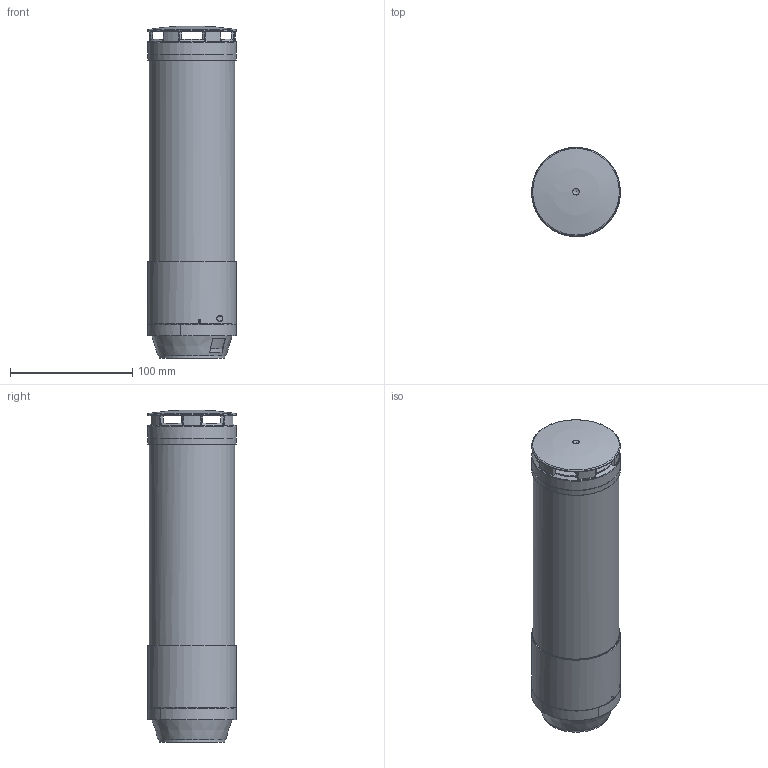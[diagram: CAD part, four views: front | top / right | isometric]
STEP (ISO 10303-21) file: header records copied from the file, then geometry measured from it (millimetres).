
FILE_DESCRIPTION(/* description */ ('Customer-3D'),/* implementation_level */ '2;1');
FILE_NAME(/* name */ '100000012169_prt_000.step',/* time_stamp */ '2022-06-28T14:26:21+02:00',/* author */ ('JENNERT'),/* organization */ ('WERMA Signaltechnik GmbH+Co.KG'),/* preprocessor_version */ 'ST-DEVELOPER v17',/* originating_system */ 'Autodesk Inventor 2018',/* authorisation */ 'public');
FILE_SCHEMA (('AUTOMOTIVE_DESIGN { 1 0 10303 214 3 1 1 }'));
Length unit declared in the file: millimetre
Products named in the file (1): 100000012169_prt_000_1
Bounding box: 72.5 x 72.5 x 271.18 mm (x, y, z)
Volume: 1001099.1 mm3; surface area: 78794 mm2
Topology: 1 solids, 2 shells, 358 faces, 954 edges, 624 vertices
Faces by surface type: plane 131, cylinder 98, bspline 65, cone 32, torus 19, sphere 13
Full cylindrical faces by diameter (mm): 0.8 x8, 6 x2, 9.513 x1, 17.5 x1, 54 x1, 70 x1, 72.5 x3
Entity records: 14386 total; most frequent: CARTESIAN_POINT 5371, ORIENTED_EDGE 1888, DIRECTION 1687, EDGE_CURVE 944, AXIS2_PLACEMENT_3D 692, VERTEX_POINT 624, EDGE_LOOP 408, CIRCLE 362
